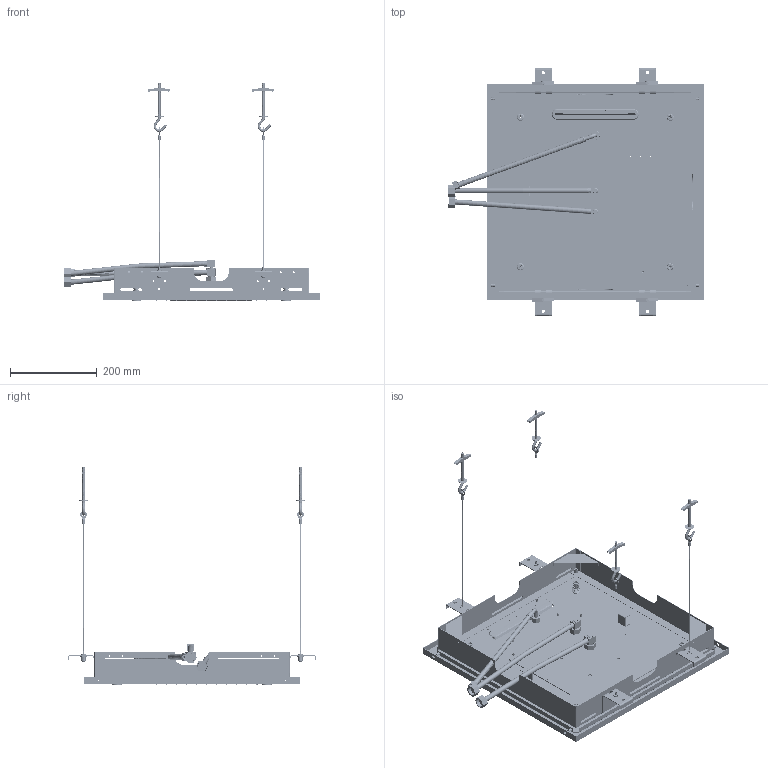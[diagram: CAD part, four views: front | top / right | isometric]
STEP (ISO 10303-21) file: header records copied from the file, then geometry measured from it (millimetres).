
FILE_DESCRIPTION(/* description */ ('Unknown'),/* implementation_level */ '2;1');
FILE_NAME(/* name */ 'M145',/* time_stamp */ '2016-04-27T09:18:35+02:00',/* author */ ('Unknown'),/* organization */ ('Unknown'),/* preprocessor_version */ 'ST-DEVELOPER v16.7',/* originating_system */ 'DEX',/* authorisation */ $);
FILE_SCHEMA (('AUTOMOTIVE_DESIGN {1 0 10303 214 3 1 1}'));
Products named in the file (4): appoggio soffioni lt; M145; E044140_04000SC_SW0001_0; E044140_04000SC_SW0001_0.asm0
Assembly tree (3 placements, depth 4):
  appoggio soffioni lt
    M145
      E044140_04000SC_SW0001_0
        E044140_04000SC_SW0001_0.asm0
Bounding box: 588.94 x 570 x 503.74 mm (x, y, z)
Surface area: 1179936.2 mm2 (no closed solid volume)
Topology: 0 solids, 2585 shells, 2585 faces, 17398 edges, 17390 vertices
Faces by surface type: plane 1250, bspline 1240, torus 95
Entity records: 427784 total; most frequent: CARTESIAN_POINT 302008, ORIENTED_EDGE 17390, EDGE_CURVE 17390, VERTEX_POINT 17390, B_SPLINE_CURVE_WITH_KNOTS 10539, DIRECTION 9557, LINE 6843, VECTOR 6843
